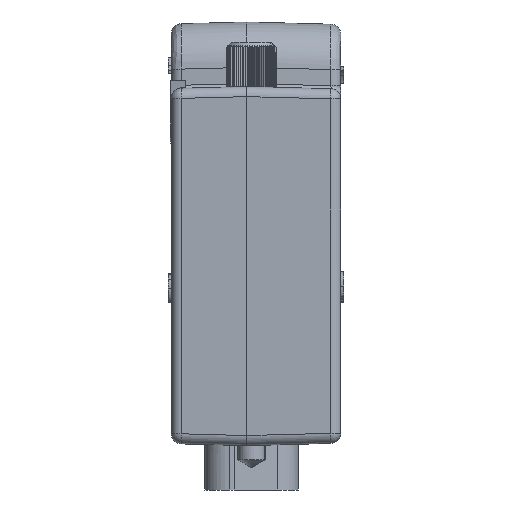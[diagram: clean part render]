
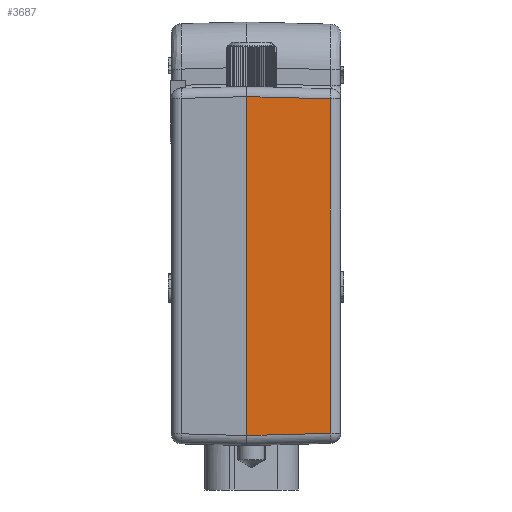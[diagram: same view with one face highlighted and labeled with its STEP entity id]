
A CAD part, left-side view. The second image highlights one B-rep face of the part: STEP entity #3687.
In plain terms, the highlighted planar face has unit normal (-1, 0.026, 0).
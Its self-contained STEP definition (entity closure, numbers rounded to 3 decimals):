
#3667=AXIS2_PLACEMENT_3D('Plane Axis2P3D',#3664,#3665,#3666) ;
#1289=CARTESIAN_POINT('Line Origine',(0.223,9.866,5.394)) ;
#1293=CARTESIAN_POINT('Vertex',(0.216,9.6,5.401)) ;
#1295=CARTESIAN_POINT('Vertex',(0.,1.326,5.618)) ;
#1384=CARTESIAN_POINT('Line Origine',(0.216,9.6,22.2)) ;
#1388=CARTESIAN_POINT('Vertex',(0.216,9.6,38.999)) ;
#3664=CARTESIAN_POINT('Axis2P3D Location',(0.216,9.6,1.36)) ;
#3669=CARTESIAN_POINT('Line Origine',(0.,1.326,22.2)) ;
#3673=CARTESIAN_POINT('Vertex',(0.,1.326,38.782)) ;
#3676=CARTESIAN_POINT('Line Origine',(0.108,5.463,38.891)) ;
#1290=DIRECTION('Vector Direction',(-0.026,-0.999,0.026)) ;
#1385=DIRECTION('Vector Direction',(0.,0.,1.)) ;
#3665=DIRECTION('Axis2P3D Direction',(-1.,0.026,0.)) ;
#3666=DIRECTION('Axis2P3D XDirection',(0.,0.,-1.)) ;
#3670=DIRECTION('Vector Direction',(0.,0.,-1.)) ;
#3677=DIRECTION('Vector Direction',(-0.026,-0.999,-0.026)) ;
#1291=VECTOR('Line Direction',#1290,1.) ;
#1386=VECTOR('Line Direction',#1385,1.) ;
#3671=VECTOR('Line Direction',#3670,1.) ;
#3678=VECTOR('Line Direction',#3677,1.) ;
#3682=ORIENTED_EDGE('',*,*,#1390,.F.) ;
#3683=ORIENTED_EDGE('',*,*,#1297,.T.) ;
#3684=ORIENTED_EDGE('',*,*,#3675,.F.) ;
#3685=ORIENTED_EDGE('',*,*,#3680,.F.) ;
#3687=ADVANCED_FACE('Hauptkoerper',(#3686),#3668,.T.) ;
#1297=EDGE_CURVE('',#1294,#1296,#1292,.T.) ;
#1390=EDGE_CURVE('',#1294,#1389,#1387,.T.) ;
#3675=EDGE_CURVE('',#3674,#1296,#3672,.T.) ;
#3680=EDGE_CURVE('',#1389,#3674,#3679,.T.) ;
#3681=EDGE_LOOP('',(#3682,#3683,#3684,#3685)) ;
#3686=FACE_OUTER_BOUND('',#3681,.T.) ;
#1292=LINE('Line',#1289,#1291) ;
#1387=LINE('Line',#1384,#1386) ;
#3672=LINE('Line',#3669,#3671) ;
#3679=LINE('Line',#3676,#3678) ;
#3668=PLANE('',#3667) ;
#1294=VERTEX_POINT('',#1293) ;
#1296=VERTEX_POINT('',#1295) ;
#1389=VERTEX_POINT('',#1388) ;
#3674=VERTEX_POINT('',#3673) ;
